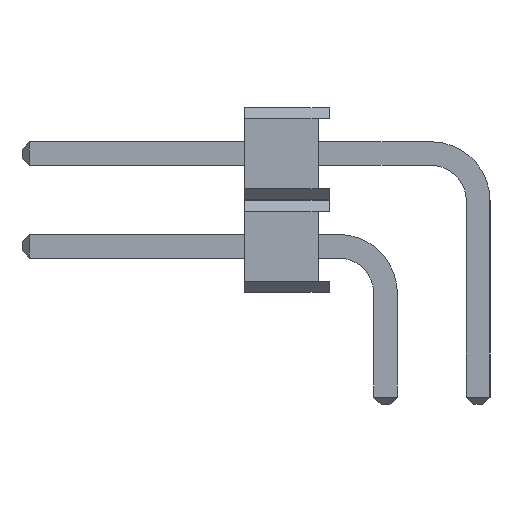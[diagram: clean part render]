
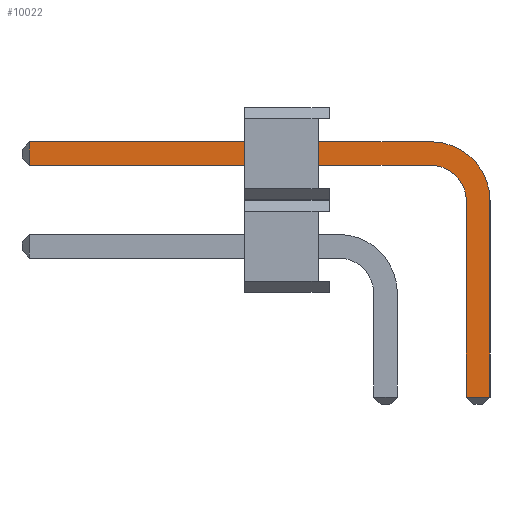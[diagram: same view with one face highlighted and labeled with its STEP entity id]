
A CAD part, left-side view. The second image highlights one B-rep face of the part: STEP entity #10022.
In plain terms, the highlighted planar face has unit normal (-1, 0, 0).
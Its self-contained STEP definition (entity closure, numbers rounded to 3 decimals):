
#177=CIRCLE('',#10707,0.95);
#178=CIRCLE('',#10708,1.59);
#334=FACE_OUTER_BOUND('',#950,.T.);
#950=EDGE_LOOP('',(#6945,#6946,#6947,#6948,#6949,#6950,#6951,#6952));
#1695=LINE('',#14459,#3047);
#1703=LINE('',#14476,#3055);
#1706=LINE('',#14481,#3058);
#1707=LINE('',#14486,#3059);
#1708=LINE('',#14488,#3060);
#1709=LINE('',#14490,#3061);
#3047=VECTOR('',#11700,1000.);
#3055=VECTOR('',#11716,1000.);
#3058=VECTOR('',#11721,10.);
#3059=VECTOR('',#11726,1000.);
#3060=VECTOR('',#11727,10.);
#3061=VECTOR('',#11728,1000.);
#4325=VERTEX_POINT('',#14446);
#4330=VERTEX_POINT('',#14457);
#4334=VERTEX_POINT('',#14471);
#4335=VERTEX_POINT('',#14475);
#4337=VERTEX_POINT('',#14483);
#4338=VERTEX_POINT('',#14485);
#4339=VERTEX_POINT('',#14487);
#4340=VERTEX_POINT('',#14489);
#5291=EDGE_CURVE('',#4325,#4330,#1695,.T.);
#5299=EDGE_CURVE('',#4334,#4335,#1703,.T.);
#5302=EDGE_CURVE('',#4325,#4334,#1706,.T.);
#5303=EDGE_CURVE('',#4330,#4337,#177,.T.);
#5304=EDGE_CURVE('',#4337,#4338,#1707,.T.);
#5305=EDGE_CURVE('',#4339,#4338,#1708,.T.);
#5306=EDGE_CURVE('',#4340,#4339,#1709,.T.);
#5307=EDGE_CURVE('',#4335,#4340,#178,.T.);
#6945=ORIENTED_EDGE('',*,*,#5302,.F.);
#6946=ORIENTED_EDGE('',*,*,#5291,.T.);
#6947=ORIENTED_EDGE('',*,*,#5303,.T.);
#6948=ORIENTED_EDGE('',*,*,#5304,.T.);
#6949=ORIENTED_EDGE('',*,*,#5305,.F.);
#6950=ORIENTED_EDGE('',*,*,#5306,.F.);
#6951=ORIENTED_EDGE('',*,*,#5307,.F.);
#6952=ORIENTED_EDGE('',*,*,#5299,.F.);
#9440=PLANE('',#10706);
#10022=ADVANCED_FACE('',(#334),#9440,.F.);
#10706=AXIS2_PLACEMENT_3D('',#14482,#11722,#11723);
#10707=AXIS2_PLACEMENT_3D('',#14484,#11724,#11725);
#10708=AXIS2_PLACEMENT_3D('',#14491,#11729,#11730);
#11700=DIRECTION('',(0.,-1.,0.));
#11716=DIRECTION('',(0.,-1.,0.));
#11721=DIRECTION('',(0.,0.,1.));
#11722=DIRECTION('center_axis',(1.,0.,0.));
#11723=DIRECTION('ref_axis',(0.,0.,-1.));
#11724=DIRECTION('center_axis',(1.,0.,0.));
#11725=DIRECTION('ref_axis',(0.,0.,1.));
#11726=DIRECTION('',(0.,0.,-1.));
#11727=DIRECTION('',(0.,1.,0.));
#11728=DIRECTION('',(0.,0.,-1.));
#11729=DIRECTION('center_axis',(1.,0.,0.));
#11730=DIRECTION('ref_axis',(0.,0.,1.));
#14446=CARTESIAN_POINT('',(-0.32,9.61,3.45));
#14457=CARTESIAN_POINT('',(-0.32,-1.23,3.45));
#14459=CARTESIAN_POINT('',(-0.32,-1.23,3.45));
#14471=CARTESIAN_POINT('',(-0.32,9.61,4.09));
#14475=CARTESIAN_POINT('',(-0.32,-1.23,4.09));
#14476=CARTESIAN_POINT('',(-0.32,-1.23,4.09));
#14481=CARTESIAN_POINT('',(-0.32,9.61,3.77));
#14482=CARTESIAN_POINT('Origin',(-0.32,-1.23,4.09));
#14483=CARTESIAN_POINT('',(-0.32,-2.18,2.5));
#14484=CARTESIAN_POINT('Origin',(-0.32,-1.23,2.5));
#14485=CARTESIAN_POINT('',(-0.32,-2.18,-2.8));
#14486=CARTESIAN_POINT('',(-0.32,-2.18,-0.5));
#14487=CARTESIAN_POINT('',(-0.32,-2.82,-2.8));
#14488=CARTESIAN_POINT('',(-0.32,-1.996,-2.8));
#14489=CARTESIAN_POINT('',(-0.32,-2.82,2.5));
#14490=CARTESIAN_POINT('',(-0.32,-2.82,-0.5));
#14491=CARTESIAN_POINT('Origin',(-0.32,-1.23,2.5));
